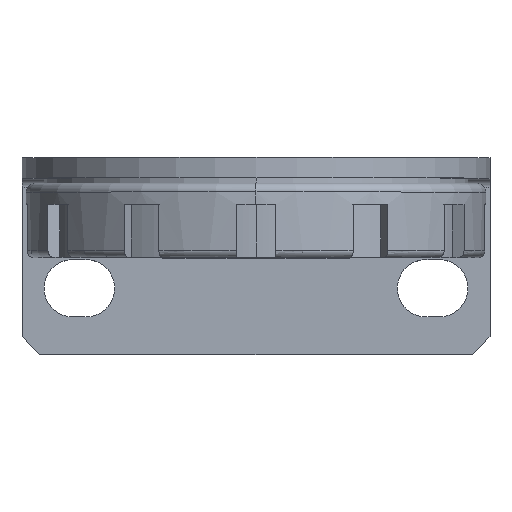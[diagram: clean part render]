
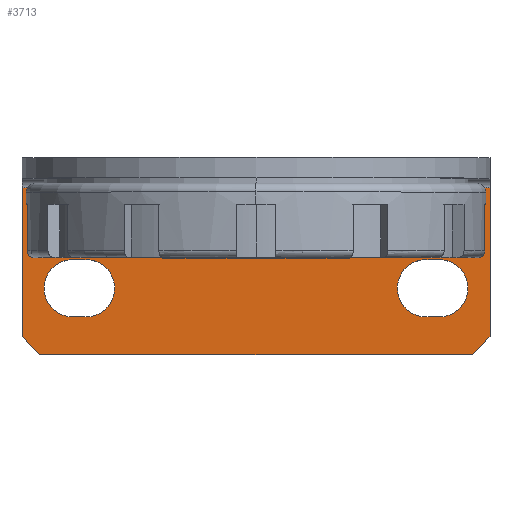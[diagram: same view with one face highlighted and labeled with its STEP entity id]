
A CAD part, top view. The second image highlights one B-rep face of the part: STEP entity #3713.
In plain terms, the highlighted planar face has unit normal (0, 0, 1).
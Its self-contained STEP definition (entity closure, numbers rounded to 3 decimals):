
#65 = AXIS2_PLACEMENT_3D ( 'NONE', #2583, #2573, #2572 ) ;
#81 = VERTEX_POINT ( 'NONE', #3323 ) ;
#423 = CARTESIAN_POINT ( 'NONE',  ( -24.5, 22.2, -38.7 ) ) ;
#429 = ORIENTED_EDGE ( 'NONE', *, *, #1352, .T. ) ;
#432 = FACE_BOUND ( 'NONE', #1112, .T. ) ;
#438 = FACE_OUTER_BOUND ( 'NONE', #770, .T. ) ;
#442 = VECTOR ( 'NONE', #945, 1000. ) ;
#482 = LINE ( 'NONE', #1029, #442 ) ;
#486 = FACE_BOUND ( 'NONE', #1600, .T. ) ;
#557 = ORIENTED_EDGE ( 'NONE', *, *, #3664, .T. ) ;
#571 = VERTEX_POINT ( 'NONE', #1447 ) ;
#595 = ORIENTED_EDGE ( 'NONE', *, *, #753, .T. ) ;
#678 = VECTOR ( 'NONE', #1646, 1000. ) ;
#683 = LINE ( 'NONE', #1603, #678 ) ;
#742 = CIRCLE ( 'NONE', #3687, 3.25 ) ;
#753 = EDGE_CURVE ( 'NONE', #907, #1886, #3827, .T. ) ;
#770 = EDGE_LOOP ( 'NONE', ( #2595, #595, #2796, #429, #3071, #1082 ) ) ;
#828 = DIRECTION ( 'NONE',  ( -1., 0., 0. ) ) ;
#830 = ORIENTED_EDGE ( 'NONE', *, *, #1681, .T. ) ;
#841 = DIRECTION ( 'NONE',  ( 0., 0., -1. ) ) ;
#863 = PLANE ( 'NONE',  #3501 ) ;
#867 = CARTESIAN_POINT ( 'NONE',  ( 26.5, 22.2, -38.7 ) ) ;
#907 = VERTEX_POINT ( 'NONE', #1397 ) ;
#928 = DIRECTION ( 'NONE',  ( -0.707, 0.707, 0. ) ) ;
#945 = DIRECTION ( 'NONE',  ( 1., 0., 0. ) ) ;
#1029 = CARTESIAN_POINT ( 'NONE',  ( 26.5, 17.95, -38.7 ) ) ;
#1039 = ORIENTED_EDGE ( 'NONE', *, *, #1315, .T. ) ;
#1082 = ORIENTED_EDGE ( 'NONE', *, *, #1742, .F. ) ;
#1112 = EDGE_LOOP ( 'NONE', ( #2600, #3660, #1039, #1200 ) ) ;
#1119 = AXIS2_PLACEMENT_3D ( 'NONE', #3324, #3328, #3350 ) ;
#1149 = CIRCLE ( 'NONE', #65, 3.25 ) ;
#1190 = AXIS2_PLACEMENT_3D ( 'NONE', #3691, #3689, #3686 ) ;
#1200 = ORIENTED_EDGE ( 'NONE', *, *, #1783, .T. ) ;
#1204 = CARTESIAN_POINT ( 'NONE',  ( -26.5, 3.3, -38.7 ) ) ;
#1221 = ORIENTED_EDGE ( 'NONE', *, *, #3415, .T. ) ;
#1280 = CARTESIAN_POINT ( 'NONE',  ( 19.25, 11.45, -38.7 ) ) ;
#1315 = EDGE_CURVE ( 'NONE', #2243, #3002, #3218, .T. ) ;
#1328 = CARTESIAN_POINT ( 'NONE',  ( -26.5, 20.2, -38.7 ) ) ;
#1352 = EDGE_CURVE ( 'NONE', #1590, #3510, #3217, .T. ) ;
#1397 = CARTESIAN_POINT ( 'NONE',  ( 26.5, 20.2, -38.7 ) ) ;
#1447 = CARTESIAN_POINT ( 'NONE',  ( 19.25, 17.95, -38.7 ) ) ;
#1585 = VECTOR ( 'NONE', #3468, 1000. ) ;
#1590 = VERTEX_POINT ( 'NONE', #423 ) ;
#1600 = EDGE_LOOP ( 'NONE', ( #1221, #830, #557, #1672 ) ) ;
#1603 = CARTESIAN_POINT ( 'NONE',  ( 26.5, 11.45, -38.7 ) ) ;
#1625 = LINE ( 'NONE', #3481, #1585 ) ;
#1631 = VECTOR ( 'NONE', #3526, 1000. ) ;
#1637 = CARTESIAN_POINT ( 'NONE',  ( 26.5, 3.3, -38.7 ) ) ;
#1646 = DIRECTION ( 'NONE',  ( -1., 0., 0. ) ) ;
#1672 = ORIENTED_EDGE ( 'NONE', *, *, #3321, .T. ) ;
#1679 = LINE ( 'NONE', #3520, #1631 ) ;
#1681 = EDGE_CURVE ( 'NONE', #2425, #571, #2920, .T. ) ;
#1696 = CARTESIAN_POINT ( 'NONE',  ( -24.5, 22.2, -38.7 ) ) ;
#1699 = VERTEX_POINT ( 'NONE', #3550 ) ;
#1704 = DIRECTION ( 'NONE',  ( -1., 0., 0. ) ) ;
#1708 = DIRECTION ( 'NONE',  ( 0., 0., -1. ) ) ;
#1711 = CARTESIAN_POINT ( 'NONE',  ( 20.75, 14.7, -38.7 ) ) ;
#1742 = EDGE_CURVE ( 'NONE', #3377, #2411, #2802, .T. ) ;
#1765 = DIRECTION ( 'NONE',  ( -0.707, -0.707, 0. ) ) ;
#1780 = EDGE_CURVE ( 'NONE', #1886, #1590, #2853, .T. ) ;
#1783 = EDGE_CURVE ( 'NONE', #3002, #1699, #2807, .T. ) ;
#1824 = DIRECTION ( 'NONE',  ( 1., 0., 0. ) ) ;
#1864 = CARTESIAN_POINT ( 'NONE',  ( 26.5, 20.2, -38.7 ) ) ;
#1886 = VERTEX_POINT ( 'NONE', #3136 ) ;
#1934 = CARTESIAN_POINT ( 'NONE',  ( 26.5, 17.95, -38.7 ) ) ;
#2047 = EDGE_CURVE ( 'NONE', #3510, #2411, #2557, .T. ) ;
#2100 = VERTEX_POINT ( 'NONE', #2381 ) ;
#2101 = CARTESIAN_POINT ( 'NONE',  ( -20.75, 17.95, -38.7 ) ) ;
#2243 = VERTEX_POINT ( 'NONE', #2101 ) ;
#2381 = CARTESIAN_POINT ( 'NONE',  ( -20.75, 11.45, -38.7 ) ) ;
#2411 = VERTEX_POINT ( 'NONE', #1204 ) ;
#2425 = VERTEX_POINT ( 'NONE', #1280 ) ;
#2520 = VECTOR ( 'NONE', #2576, 1000. ) ;
#2557 = LINE ( 'NONE', #2578, #2520 ) ;
#2572 = DIRECTION ( 'NONE',  ( -1., 0., 0. ) ) ;
#2573 = DIRECTION ( 'NONE',  ( 0., 0., -1. ) ) ;
#2576 = DIRECTION ( 'NONE',  ( 0., -1., 0. ) ) ;
#2578 = CARTESIAN_POINT ( 'NONE',  ( -26.5, 22.2, -38.7 ) ) ;
#2583 = CARTESIAN_POINT ( 'NONE',  ( -20.75, 14.7, -38.7 ) ) ;
#2595 = ORIENTED_EDGE ( 'NONE', *, *, #2676, .F. ) ;
#2600 = ORIENTED_EDGE ( 'NONE', *, *, #2688, .T. ) ;
#2675 = CARTESIAN_POINT ( 'NONE',  ( -19.25, 17.95, -38.7 ) ) ;
#2676 = EDGE_CURVE ( 'NONE', #907, #3377, #1679, .T. ) ;
#2688 = EDGE_CURVE ( 'NONE', #1699, #2100, #1625, .T. ) ;
#2796 = ORIENTED_EDGE ( 'NONE', *, *, #1780, .T. ) ;
#2797 = VECTOR ( 'NONE', #3361, 1000. ) ;
#2800 = VECTOR ( 'NONE', #3497, 1000. ) ;
#2802 = LINE ( 'NONE', #3519, #2800 ) ;
#2807 = CIRCLE ( 'NONE', #1119, 3.25 ) ;
#2853 = LINE ( 'NONE', #3386, #2797 ) ;
#2875 = VERTEX_POINT ( 'NONE', #2932 ) ;
#2920 = CIRCLE ( 'NONE', #1190, 3.25 ) ;
#2932 = CARTESIAN_POINT ( 'NONE',  ( 20.75, 11.45, -38.7 ) ) ;
#3002 = VERTEX_POINT ( 'NONE', #2675 ) ;
#3019 = EDGE_CURVE ( 'NONE', #2100, #2243, #1149, .T. ) ;
#3071 = ORIENTED_EDGE ( 'NONE', *, *, #2047, .T. ) ;
#3136 = CARTESIAN_POINT ( 'NONE',  ( 24.5, 22.2, -38.7 ) ) ;
#3175 = VECTOR ( 'NONE', #1824, 1000. ) ;
#3180 = VECTOR ( 'NONE', #1765, 1000. ) ;
#3217 = LINE ( 'NONE', #1696, #3180 ) ;
#3218 = LINE ( 'NONE', #1934, #3175 ) ;
#3321 = EDGE_CURVE ( 'NONE', #81, #2875, #742, .T. ) ;
#3323 = CARTESIAN_POINT ( 'NONE',  ( 20.75, 17.95, -38.7 ) ) ;
#3324 = CARTESIAN_POINT ( 'NONE',  ( -19.25, 14.7, -38.7 ) ) ;
#3328 = DIRECTION ( 'NONE',  ( 0., 0., -1. ) ) ;
#3350 = DIRECTION ( 'NONE',  ( -1., 0., 0. ) ) ;
#3361 = DIRECTION ( 'NONE',  ( -1., 0., 0. ) ) ;
#3377 = VERTEX_POINT ( 'NONE', #1637 ) ;
#3386 = CARTESIAN_POINT ( 'NONE',  ( 26.5, 22.2, -38.7 ) ) ;
#3415 = EDGE_CURVE ( 'NONE', #2875, #2425, #683, .T. ) ;
#3468 = DIRECTION ( 'NONE',  ( -1., 0., 0. ) ) ;
#3481 = CARTESIAN_POINT ( 'NONE',  ( 26.5, 11.45, -38.7 ) ) ;
#3497 = DIRECTION ( 'NONE',  ( -1., 0., 0. ) ) ;
#3501 = AXIS2_PLACEMENT_3D ( 'NONE', #867, #841, #828 ) ;
#3510 = VERTEX_POINT ( 'NONE', #1328 ) ;
#3519 = CARTESIAN_POINT ( 'NONE',  ( 26.5, 3.3, -38.7 ) ) ;
#3520 = CARTESIAN_POINT ( 'NONE',  ( 26.5, 22.2, -38.7 ) ) ;
#3526 = DIRECTION ( 'NONE',  ( 0., -1., 0. ) ) ;
#3550 = CARTESIAN_POINT ( 'NONE',  ( -19.25, 11.45, -38.7 ) ) ;
#3660 = ORIENTED_EDGE ( 'NONE', *, *, #3019, .T. ) ;
#3664 = EDGE_CURVE ( 'NONE', #571, #81, #482, .T. ) ;
#3686 = DIRECTION ( 'NONE',  ( -1., 0., 0. ) ) ;
#3687 = AXIS2_PLACEMENT_3D ( 'NONE', #1711, #1708, #1704 ) ;
#3689 = DIRECTION ( 'NONE',  ( 0., 0., -1. ) ) ;
#3691 = CARTESIAN_POINT ( 'NONE',  ( 19.25, 14.7, -38.7 ) ) ;
#3713 = ADVANCED_FACE ( 'NONE', ( #486, #432, #438 ), #863, .F. ) ;
#3820 = VECTOR ( 'NONE', #928, 1000. ) ;
#3827 = LINE ( 'NONE', #1864, #3820 ) ;
